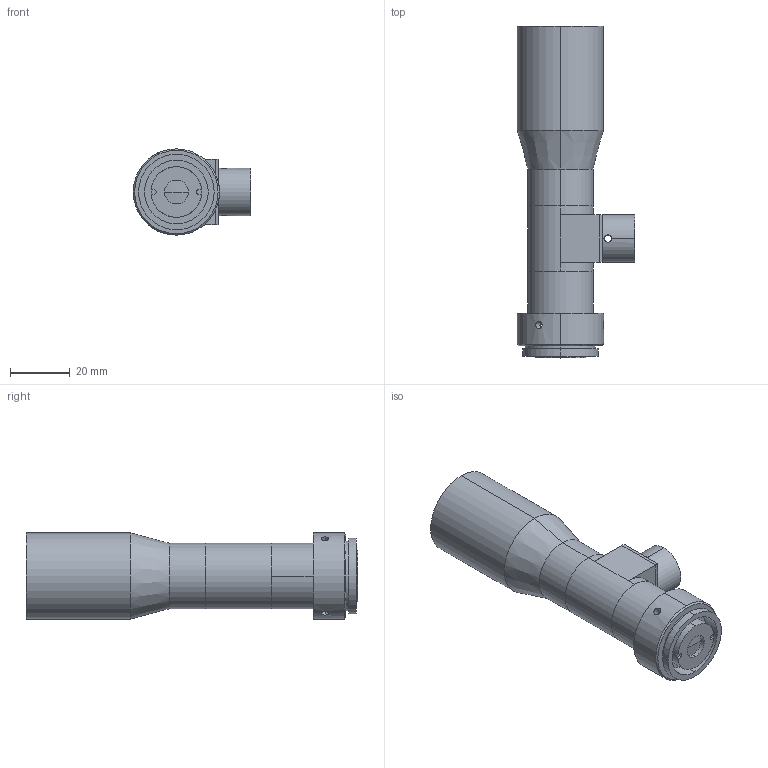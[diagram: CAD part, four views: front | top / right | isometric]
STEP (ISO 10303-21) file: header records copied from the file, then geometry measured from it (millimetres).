
FILE_DESCRIPTION (( 'STEP AP203' ), '1' );
FILE_NAME ('XF-T05X150D.STEP', '2019-11-23T02:13:49', ( 'puyufan' ), ( '' ), 'SwSTEP 2.0', 'SolidWorks 2014', '' );
FILE_SCHEMA (( 'CONFIG_CONTROL_DESIGN' ));
Length unit declared in the file: millimetre
Products named in the file (1): XF-T05X150D
Bounding box: 39.5 x 111.55 x 29 mm (x, y, z)
Surface area: 14519.5 mm2 (no closed solid volume)
Topology: 0 solids, 10 shells, 109 faces, 288 edges, 190 vertices
Faces by surface type: cylinder 63, plane 38, cone 4, sphere 4
Entity records: 3834 total; most frequent: CARTESIAN_POINT 976, DIRECTION 630, ORIENTED_EDGE 508, EDGE_CURVE 288, AXIS2_PLACEMENT_3D 252, VERTEX_POINT 190, CIRCLE 142, EDGE_LOOP 134
